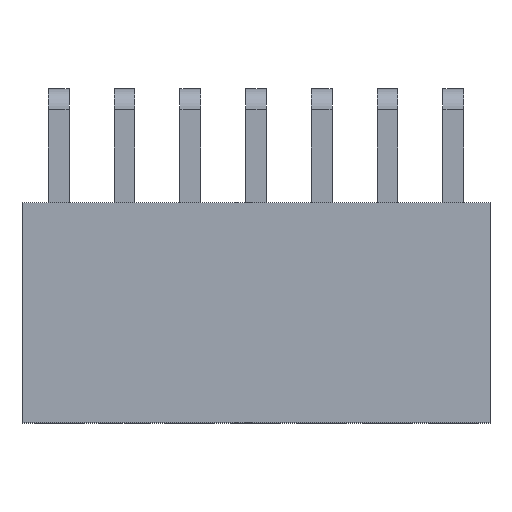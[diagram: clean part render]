
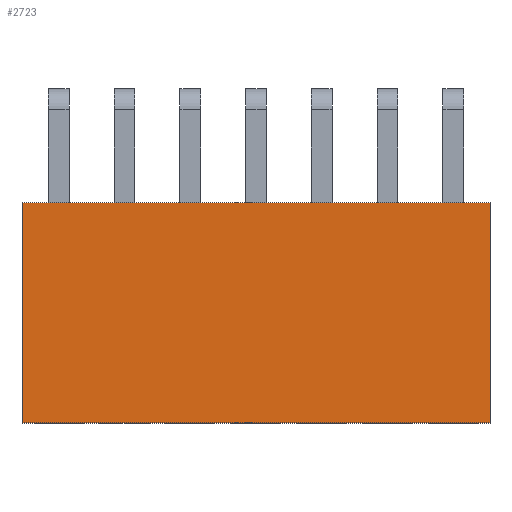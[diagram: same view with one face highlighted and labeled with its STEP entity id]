
A CAD part, top view. The second image highlights one B-rep face of the part: STEP entity #2723.
In plain terms, the highlighted planar face has unit normal (0, 0, 1).
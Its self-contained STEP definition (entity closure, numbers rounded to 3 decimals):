
#2723=ADVANCED_FACE('',(#5317),#5319,.T.);
#5317=FACE_BOUND('',#5318,.T.);
#5318=EDGE_LOOP('',(#7442,#7443,#7444,#7445));
#5319=PLANE('',#5320);
#5320=AXIS2_PLACEMENT_3D('',#5321,#5322,#5323);
#5321=CARTESIAN_POINT('',(16.66,-10.16,5.));
#5322=DIRECTION('',(0.,-0.,1.));
#5323=DIRECTION('',(0.,1.,0.));
#7442=ORIENTED_EDGE('',*,*,#8598,.T.);
#7443=ORIENTED_EDGE('',*,*,#8627,.T.);
#7444=ORIENTED_EDGE('',*,*,#8606,.F.);
#7445=ORIENTED_EDGE('',*,*,#8665,.F.);
#8598=EDGE_CURVE('',#10089,#10087,#10090,.T.);
#8606=EDGE_CURVE('',#10101,#10103,#10104,.T.);
#8627=EDGE_CURVE('',#10087,#10103,#10139,.T.);
#8665=EDGE_CURVE('',#10089,#10101,#10181,.T.);
#10087=VERTEX_POINT('',#13189);
#10089=VERTEX_POINT('',#13193);
#10090=LINE('',#13194,#13195);
#10101=VERTEX_POINT('',#13219);
#10103=VERTEX_POINT('',#13223);
#10104=LINE('',#13224,#13225);
#10139=LINE('',#13301,#13302);
#10181=LINE('',#13419,#13420);
#13189=CARTESIAN_POINT('',(16.66,-1.66,5.));
#13193=CARTESIAN_POINT('',(16.66,-10.16,5.));
#13194=CARTESIAN_POINT('',(16.66,-10.16,5.));
#13195=VECTOR('',#13196,1.);
#13196=DIRECTION('',(0.,1.,0.));
#13219=CARTESIAN_POINT('',(-1.42,-10.16,5.));
#13223=CARTESIAN_POINT('',(-1.42,-1.66,5.));
#13224=CARTESIAN_POINT('',(-1.42,-10.16,5.));
#13225=VECTOR('',#13226,1.);
#13226=DIRECTION('',(0.,1.,0.));
#13301=CARTESIAN_POINT('',(16.66,-1.66,5.));
#13302=VECTOR('',#13303,1.);
#13303=DIRECTION('',(-1.,0.,0.));
#13419=CARTESIAN_POINT('',(16.66,-10.16,5.));
#13420=VECTOR('',#13421,1.);
#13421=DIRECTION('',(-1.,0.,0.));
